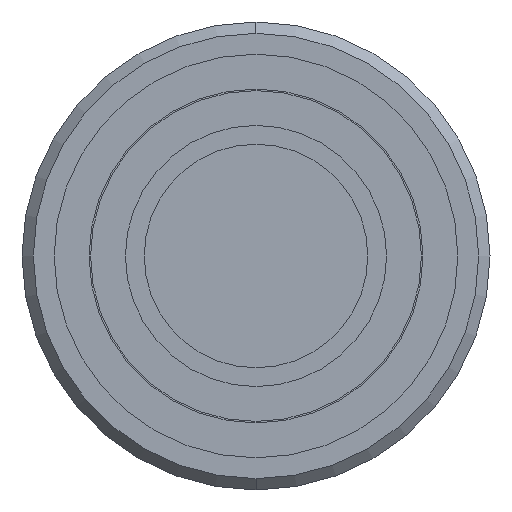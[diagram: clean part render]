
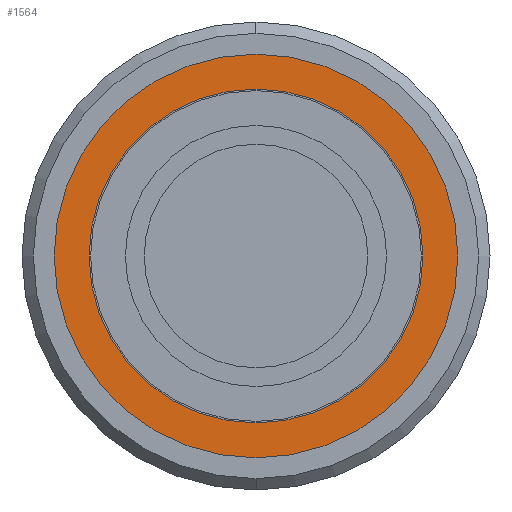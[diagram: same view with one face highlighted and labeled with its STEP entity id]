
A CAD part, front view. The second image highlights one B-rep face of the part: STEP entity #1564.
In plain terms, the highlighted planar face has unit normal (0, -1, 0).
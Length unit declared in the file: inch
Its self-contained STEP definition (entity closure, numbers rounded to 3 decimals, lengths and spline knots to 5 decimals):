
#136 = DIRECTION ( 'NONE',  ( 0., 0., 1. ) ) ;
#137 = DIRECTION ( 'NONE',  ( 0., 1., 0. ) ) ;
#138 = CARTESIAN_POINT ( 'NONE',  ( 0., 0.12, 0. ) ) ;
#193 = PLANE ( 'NONE',  #751 ) ;
#195 = CARTESIAN_POINT ( 'NONE',  ( 0.3385, 0.12, 0. ) ) ;
#200 = DIRECTION ( 'NONE',  ( 0., 1., 0. ) ) ;
#201 = DIRECTION ( 'NONE',  ( 0., 0., 1. ) ) ;
#257 = EDGE_CURVE ( 'NONE', #1705, #1707, #1347, .T. ) ;
#258 = EDGE_CURVE ( 'NONE', #1755, #1653, #1400, .T. ) ;
#441 = FACE_OUTER_BOUND ( 'NONE', #826, .T. ) ;
#474 = CIRCLE ( 'NONE', #727, 0.28 ) ;
#489 = FACE_BOUND ( 'NONE', #777, .T. ) ;
#593 = AXIS2_PLACEMENT_3D ( 'NONE', #138, #137, #136 ) ;
#727 = AXIS2_PLACEMENT_3D ( 'NONE', #1303, #1304, #1305 ) ;
#751 = AXIS2_PLACEMENT_3D ( 'NONE', #195, #200, #201 ) ;
#777 = EDGE_LOOP ( 'NONE', ( #1746, #1748 ) ) ;
#826 = EDGE_LOOP ( 'NONE', ( #1750, #1751 ) ) ;
#1078 = EDGE_CURVE ( 'NONE', #1707, #1705, #1440, .T. ) ;
#1156 = CARTESIAN_POINT ( 'NONE',  ( 0., 0.12, -0.28 ) ) ;
#1176 = CARTESIAN_POINT ( 'NONE',  ( 0., 0.12, 0.3385 ) ) ;
#1180 = CARTESIAN_POINT ( 'NONE',  ( 0., 0.12, -0.3385 ) ) ;
#1196 = CARTESIAN_POINT ( 'NONE',  ( 0., 0.12, 0.28 ) ) ;
#1303 = CARTESIAN_POINT ( 'NONE',  ( 0., 0.12, 0. ) ) ;
#1304 = DIRECTION ( 'NONE',  ( 0., 1., 0. ) ) ;
#1305 = DIRECTION ( 'NONE',  ( 0., 0., 1. ) ) ;
#1347 = CIRCLE ( 'NONE', #1504, 0.3385 ) ;
#1400 = CIRCLE ( 'NONE', #1505, 0.28 ) ;
#1440 = CIRCLE ( 'NONE', #593, 0.3385 ) ;
#1477 = EDGE_CURVE ( 'NONE', #1653, #1755, #474, .T. ) ;
#1504 = AXIS2_PLACEMENT_3D ( 'NONE', #2053, #2052, #2051 ) ;
#1505 = AXIS2_PLACEMENT_3D ( 'NONE', #2050, #2049, #2048 ) ;
#1564 = ADVANCED_FACE ( 'NONE', ( #489, #441 ), #193, .F. ) ;
#1653 = VERTEX_POINT ( 'NONE', #1156 ) ;
#1705 = VERTEX_POINT ( 'NONE', #1176 ) ;
#1707 = VERTEX_POINT ( 'NONE', #1180 ) ;
#1746 = ORIENTED_EDGE ( 'NONE', *, *, #258, .T. ) ;
#1748 = ORIENTED_EDGE ( 'NONE', *, *, #1477, .T. ) ;
#1750 = ORIENTED_EDGE ( 'NONE', *, *, #257, .F. ) ;
#1751 = ORIENTED_EDGE ( 'NONE', *, *, #1078, .F. ) ;
#1755 = VERTEX_POINT ( 'NONE', #1196 ) ;
#2048 = DIRECTION ( 'NONE',  ( 0., 0., 1. ) ) ;
#2049 = DIRECTION ( 'NONE',  ( 0., 1., 0. ) ) ;
#2050 = CARTESIAN_POINT ( 'NONE',  ( 0., 0.12, 0. ) ) ;
#2051 = DIRECTION ( 'NONE',  ( 0., 0., 1. ) ) ;
#2052 = DIRECTION ( 'NONE',  ( 0., 1., 0. ) ) ;
#2053 = CARTESIAN_POINT ( 'NONE',  ( 0., 0.12, 0. ) ) ;
